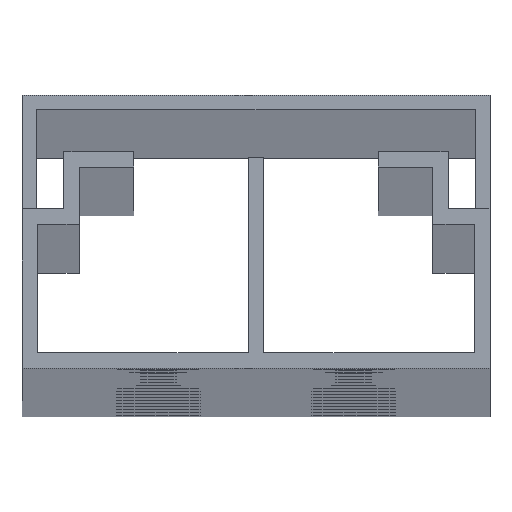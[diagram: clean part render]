
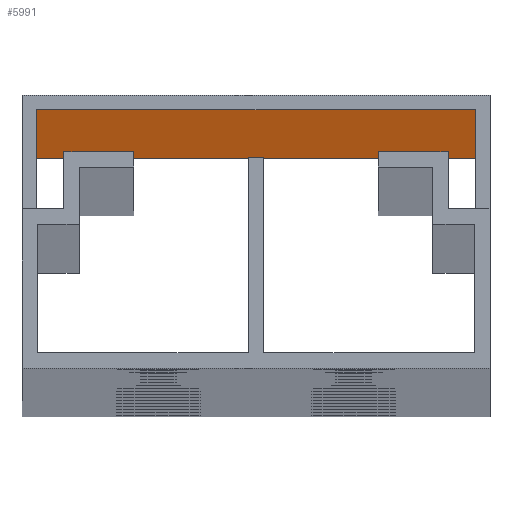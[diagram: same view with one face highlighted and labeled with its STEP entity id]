
A CAD part, top view. The second image highlights one B-rep face of the part: STEP entity #5991.
In plain terms, the highlighted planar face has unit normal (0, -1, 0).
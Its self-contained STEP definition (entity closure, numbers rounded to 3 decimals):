
#5785=DIRECTION('',(1.,0.,0.));
#5786=VECTOR('',#5785,31.4);
#5787=CARTESIAN_POINT('',(-15.7,-1.05,0.));
#5788=LINE('',#5787,#5786);
#5817=DIRECTION('',(0.,0.,-1.));
#5818=VECTOR('',#5817,2000.);
#5819=CARTESIAN_POINT('',(-15.7,-1.05,0.));
#5820=LINE('',#5819,#5818);
#5821=DIRECTION('',(0.,0.,-1.));
#5822=VECTOR('',#5821,2000.);
#5823=CARTESIAN_POINT('',(15.7,-1.05,0.));
#5824=LINE('',#5823,#5822);
#5849=DIRECTION('',(1.,0.,0.));
#5850=VECTOR('',#5849,31.4);
#5851=CARTESIAN_POINT('',(-15.7,-1.05,-2000.));
#5852=LINE('',#5851,#5850);
#5873=CARTESIAN_POINT('',(-15.7,-1.05,0.));
#5874=VERTEX_POINT('',#5873);
#5875=CARTESIAN_POINT('',(15.7,-1.05,0.));
#5876=VERTEX_POINT('',#5875);
#5889=CARTESIAN_POINT('',(-15.7,-1.05,-2000.));
#5890=VERTEX_POINT('',#5889);
#5891=CARTESIAN_POINT('',(15.7,-1.05,-2000.));
#5892=VERTEX_POINT('',#5891);
#5978=CARTESIAN_POINT('',(-15.7,-1.05,0.));
#5979=DIRECTION('',(0.,-1.,0.));
#5980=DIRECTION('',(1.,0.,0.));
#5981=AXIS2_PLACEMENT_3D('',#5978,#5979,#5980);
#5982=PLANE('',#5981);
#5983=ORIENTED_EDGE('',*,*,#5910,.T.);
#5985=ORIENTED_EDGE('',*,*,#5984,.T.);
#5987=ORIENTED_EDGE('',*,*,#5986,.F.);
#5988=ORIENTED_EDGE('',*,*,#5970,.F.);
#5989=EDGE_LOOP('',(#5983,#5985,#5987,#5988));
#5990=FACE_OUTER_BOUND('',#5989,.F.);
#5910=EDGE_CURVE('',#5874,#5876,#5788,.T.);
#5970=EDGE_CURVE('',#5874,#5890,#5820,.T.);
#5984=EDGE_CURVE('',#5876,#5892,#5824,.T.);
#5986=EDGE_CURVE('',#5890,#5892,#5852,.T.);
#5991=ADVANCED_FACE('',(#5990),#5982,.T.);
